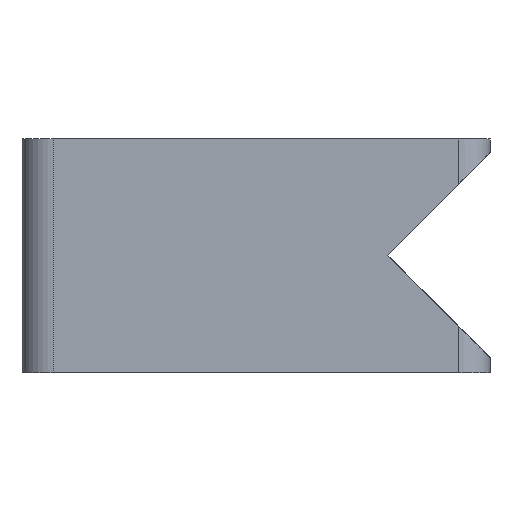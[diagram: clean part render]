
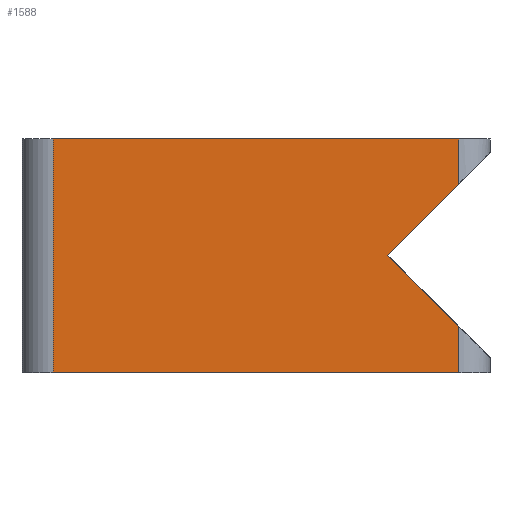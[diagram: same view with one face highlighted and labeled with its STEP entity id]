
A CAD part, front view. The second image highlights one B-rep face of the part: STEP entity #1588.
In plain terms, the highlighted planar face has unit normal (0, -1, 0).
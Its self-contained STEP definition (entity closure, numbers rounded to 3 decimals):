
#44 = PLANE('',#45);
#45 = AXIS2_PLACEMENT_3D('',#46,#47,#48);
#46 = CARTESIAN_POINT('',(-17.,0.,-7.5));
#47 = DIRECTION('',(-0.,-0.,-1.));
#48 = DIRECTION('',(-1.,0.,0.));
#100 = PLANE('',#101);
#101 = AXIS2_PLACEMENT_3D('',#102,#103,#104);
#102 = CARTESIAN_POINT('',(-17.,0.,7.5));
#103 = DIRECTION('',(-0.,-0.,-1.));
#104 = DIRECTION('',(-1.,0.,0.));
#513 = VERTEX_POINT('',#514);
#514 = CARTESIAN_POINT('',(-4.,-50.,-7.5));
#533 = CYLINDRICAL_SURFACE('',#534,2.);
#534 = AXIS2_PLACEMENT_3D('',#535,#536,#537);
#535 = CARTESIAN_POINT('',(-4.,-48.,-7.5));
#536 = DIRECTION('',(0.,0.,1.));
#537 = DIRECTION('',(0.,-1.,0.));
#545 = EDGE_CURVE('',#513,#546,#548,.T.);
#546 = VERTEX_POINT('',#547);
#547 = CARTESIAN_POINT('',(-30.,-50.,-7.5));
#548 = SURFACE_CURVE('',#549,(#553,#560),.PCURVE_S1.);
#549 = LINE('',#550,#551);
#550 = CARTESIAN_POINT('',(-2.,-50.,-7.5));
#551 = VECTOR('',#552,1.);
#552 = DIRECTION('',(-1.,0.,0.));
#553 = PCURVE('',#44,#554);
#554 = DEFINITIONAL_REPRESENTATION('',(#555),#559);
#555 = LINE('',#556,#557);
#556 = CARTESIAN_POINT('',(-15.,-50.));
#557 = VECTOR('',#558,1.);
#558 = DIRECTION('',(1.,0.));
#559 = ( GEOMETRIC_REPRESENTATION_CONTEXT(2) 
PARAMETRIC_REPRESENTATION_CONTEXT() REPRESENTATION_CONTEXT('2D SPACE',''
  ) );
#560 = PCURVE('',#561,#566);
#561 = PLANE('',#562);
#562 = AXIS2_PLACEMENT_3D('',#563,#564,#565);
#563 = CARTESIAN_POINT('',(-2.,-50.,-7.5));
#564 = DIRECTION('',(0.,-1.,0.));
#565 = DIRECTION('',(-1.,0.,0.));
#566 = DEFINITIONAL_REPRESENTATION('',(#567),#571);
#567 = LINE('',#568,#569);
#568 = CARTESIAN_POINT('',(0.,-0.));
#569 = VECTOR('',#570,1.);
#570 = DIRECTION('',(1.,0.));
#571 = ( GEOMETRIC_REPRESENTATION_CONTEXT(2) 
PARAMETRIC_REPRESENTATION_CONTEXT() REPRESENTATION_CONTEXT('2D SPACE',''
  ) );
#592 = CYLINDRICAL_SURFACE('',#593,2.);
#593 = AXIS2_PLACEMENT_3D('',#594,#595,#596);
#594 = CARTESIAN_POINT('',(-30.,-48.,-7.5));
#595 = DIRECTION('',(0.,0.,1.));
#596 = DIRECTION('',(-1.,0.,0.));
#1357 = VERTEX_POINT('',#1358);
#1358 = CARTESIAN_POINT('',(-4.,-50.,7.5));
#1377 = CYLINDRICAL_SURFACE('',#1378,2.);
#1378 = AXIS2_PLACEMENT_3D('',#1379,#1380,#1381);
#1379 = CARTESIAN_POINT('',(-4.,-48.,-7.5));
#1380 = DIRECTION('',(0.,0.,1.));
#1381 = DIRECTION('',(0.,-1.,0.));
#1389 = EDGE_CURVE('',#1357,#1390,#1392,.T.);
#1390 = VERTEX_POINT('',#1391);
#1391 = CARTESIAN_POINT('',(-30.,-50.,7.5));
#1392 = SURFACE_CURVE('',#1393,(#1397,#1404),.PCURVE_S1.);
#1393 = LINE('',#1394,#1395);
#1394 = CARTESIAN_POINT('',(-2.,-50.,7.5));
#1395 = VECTOR('',#1396,1.);
#1396 = DIRECTION('',(-1.,0.,0.));
#1397 = PCURVE('',#100,#1398);
#1398 = DEFINITIONAL_REPRESENTATION('',(#1399),#1403);
#1399 = LINE('',#1400,#1401);
#1400 = CARTESIAN_POINT('',(-15.,-50.));
#1401 = VECTOR('',#1402,1.);
#1402 = DIRECTION('',(1.,0.));
#1403 = ( GEOMETRIC_REPRESENTATION_CONTEXT(2) 
PARAMETRIC_REPRESENTATION_CONTEXT() REPRESENTATION_CONTEXT('2D SPACE',''
  ) );
#1404 = PCURVE('',#561,#1405);
#1405 = DEFINITIONAL_REPRESENTATION('',(#1406),#1410);
#1406 = LINE('',#1407,#1408);
#1407 = CARTESIAN_POINT('',(0.,-15.));
#1408 = VECTOR('',#1409,1.);
#1409 = DIRECTION('',(1.,0.));
#1410 = ( GEOMETRIC_REPRESENTATION_CONTEXT(2) 
PARAMETRIC_REPRESENTATION_CONTEXT() REPRESENTATION_CONTEXT('2D SPACE',''
  ) );
#1566 = EDGE_CURVE('',#546,#1390,#1567,.T.);
#1567 = SURFACE_CURVE('',#1568,(#1572,#1579),.PCURVE_S1.);
#1568 = LINE('',#1569,#1570);
#1569 = CARTESIAN_POINT('',(-30.,-50.,-7.5));
#1570 = VECTOR('',#1571,1.);
#1571 = DIRECTION('',(0.,0.,1.));
#1572 = PCURVE('',#592,#1573);
#1573 = DEFINITIONAL_REPRESENTATION('',(#1574),#1578);
#1574 = LINE('',#1575,#1576);
#1575 = CARTESIAN_POINT('',(1.571,0.));
#1576 = VECTOR('',#1577,1.);
#1577 = DIRECTION('',(0.,1.));
#1578 = ( GEOMETRIC_REPRESENTATION_CONTEXT(2) 
PARAMETRIC_REPRESENTATION_CONTEXT() REPRESENTATION_CONTEXT('2D SPACE',''
  ) );
#1579 = PCURVE('',#561,#1580);
#1580 = DEFINITIONAL_REPRESENTATION('',(#1581),#1585);
#1581 = LINE('',#1582,#1583);
#1582 = CARTESIAN_POINT('',(28.,0.));
#1583 = VECTOR('',#1584,1.);
#1584 = DIRECTION('',(0.,-1.));
#1585 = ( GEOMETRIC_REPRESENTATION_CONTEXT(2) 
PARAMETRIC_REPRESENTATION_CONTEXT() REPRESENTATION_CONTEXT('2D SPACE',''
  ) );
#1588 = ADVANCED_FACE('',(#1589),#561,.T.);
#1589 = FACE_BOUND('',#1590,.T.);
#1590 = EDGE_LOOP('',(#1591,#1592,#1615,#1641,#1667,#1688,#1689));
#1591 = ORIENTED_EDGE('',*,*,#545,.F.);
#1592 = ORIENTED_EDGE('',*,*,#1593,.T.);
#1593 = EDGE_CURVE('',#513,#1594,#1596,.T.);
#1594 = VERTEX_POINT('',#1595);
#1595 = CARTESIAN_POINT('',(-4.,-50.,-4.5));
#1596 = SURFACE_CURVE('',#1597,(#1601,#1608),.PCURVE_S1.);
#1597 = LINE('',#1598,#1599);
#1598 = CARTESIAN_POINT('',(-4.,-50.,-7.5));
#1599 = VECTOR('',#1600,1.);
#1600 = DIRECTION('',(0.,0.,1.));
#1601 = PCURVE('',#561,#1602);
#1602 = DEFINITIONAL_REPRESENTATION('',(#1603),#1607);
#1603 = LINE('',#1604,#1605);
#1604 = CARTESIAN_POINT('',(2.,0.));
#1605 = VECTOR('',#1606,1.);
#1606 = DIRECTION('',(0.,-1.));
#1607 = ( GEOMETRIC_REPRESENTATION_CONTEXT(2) 
PARAMETRIC_REPRESENTATION_CONTEXT() REPRESENTATION_CONTEXT('2D SPACE',''
  ) );
#1608 = PCURVE('',#533,#1609);
#1609 = DEFINITIONAL_REPRESENTATION('',(#1610),#1614);
#1610 = LINE('',#1611,#1612);
#1611 = CARTESIAN_POINT('',(0.,0.));
#1612 = VECTOR('',#1613,1.);
#1613 = DIRECTION('',(0.,1.));
#1614 = ( GEOMETRIC_REPRESENTATION_CONTEXT(2) 
PARAMETRIC_REPRESENTATION_CONTEXT() REPRESENTATION_CONTEXT('2D SPACE',''
  ) );
#1615 = ORIENTED_EDGE('',*,*,#1616,.F.);
#1616 = EDGE_CURVE('',#1617,#1594,#1619,.T.);
#1617 = VERTEX_POINT('',#1618);
#1618 = CARTESIAN_POINT('',(-8.556,-50.,0.056));
#1619 = SURFACE_CURVE('',#1620,(#1624,#1630),.PCURVE_S1.);
#1620 = LINE('',#1621,#1622);
#1621 = CARTESIAN_POINT('',(-5.028,-50.,-3.472));
#1622 = VECTOR('',#1623,1.);
#1623 = DIRECTION('',(0.707,0.,-0.707));
#1624 = PCURVE('',#561,#1625);
#1625 = DEFINITIONAL_REPRESENTATION('',(#1626),#1629);
#1626 = B_SPLINE_CURVE_WITH_KNOTS('',1,(#1627,#1628),.UNSPECIFIED.,.F.,
  .F.,(2,2),(-7.19,5.131),.PIECEWISE_BEZIER_KNOTS.);
#1627 = CARTESIAN_POINT('',(8.112,-9.112));
#1628 = CARTESIAN_POINT('',(-0.6,-0.4));
#1629 = ( GEOMETRIC_REPRESENTATION_CONTEXT(2) 
PARAMETRIC_REPRESENTATION_CONTEXT() REPRESENTATION_CONTEXT('2D SPACE',''
  ) );
#1630 = PCURVE('',#1631,#1636);
#1631 = PLANE('',#1632);
#1632 = AXIS2_PLACEMENT_3D('',#1633,#1634,#1635);
#1633 = CARTESIAN_POINT('',(-8.556,55.,0.056));
#1634 = DIRECTION('',(-0.707,-0.,-0.707));
#1635 = DIRECTION('',(0.707,0.,-0.707
    ));
#1636 = DEFINITIONAL_REPRESENTATION('',(#1637),#1640);
#1637 = B_SPLINE_CURVE_WITH_KNOTS('',1,(#1638,#1639),.UNSPECIFIED.,.F.,
  .F.,(2,2),(-7.19,5.131),.PIECEWISE_BEZIER_KNOTS.);
#1638 = CARTESIAN_POINT('',(-2.2,105.));
#1639 = CARTESIAN_POINT('',(10.121,105.));
#1640 = ( GEOMETRIC_REPRESENTATION_CONTEXT(2) 
PARAMETRIC_REPRESENTATION_CONTEXT() REPRESENTATION_CONTEXT('2D SPACE',''
  ) );
#1641 = ORIENTED_EDGE('',*,*,#1642,.F.);
#1642 = EDGE_CURVE('',#1643,#1617,#1645,.T.);
#1643 = VERTEX_POINT('',#1644);
#1644 = CARTESIAN_POINT('',(-4.,-50.,4.613));
#1645 = SURFACE_CURVE('',#1646,(#1650,#1656),.PCURVE_S1.);
#1646 = LINE('',#1647,#1648);
#1647 = CARTESIAN_POINT('',(-4.564,-50.,4.049));
#1648 = VECTOR('',#1649,1.);
#1649 = DIRECTION('',(-0.707,-0.,-0.707));
#1650 = PCURVE('',#561,#1651);
#1651 = DEFINITIONAL_REPRESENTATION('',(#1652),#1655);
#1652 = B_SPLINE_CURVE_WITH_KNOTS('',1,(#1653,#1654),.UNSPECIFIED.,.F.,
  .F.,(2,2),(-4.474,6.846),.PIECEWISE_BEZIER_KNOTS.);
#1653 = CARTESIAN_POINT('',(-0.6,-14.713));
#1654 = CARTESIAN_POINT('',(7.405,-6.708));
#1655 = ( GEOMETRIC_REPRESENTATION_CONTEXT(2) 
PARAMETRIC_REPRESENTATION_CONTEXT() REPRESENTATION_CONTEXT('2D SPACE',''
  ) );
#1656 = PCURVE('',#1657,#1662);
#1657 = PLANE('',#1658);
#1658 = AXIS2_PLACEMENT_3D('',#1659,#1660,#1661);
#1659 = CARTESIAN_POINT('',(-0.071,55.,8.542));
#1660 = DIRECTION('',(-0.707,0.,0.707));
#1661 = DIRECTION('',(-0.707,0.,
    -0.707));
#1662 = DEFINITIONAL_REPRESENTATION('',(#1663),#1666);
#1663 = B_SPLINE_CURVE_WITH_KNOTS('',1,(#1664,#1665),.UNSPECIFIED.,.F.,
  .F.,(2,2),(-4.474,6.846),.PIECEWISE_BEZIER_KNOTS.);
#1664 = CARTESIAN_POINT('',(1.879,105.));
#1665 = CARTESIAN_POINT('',(13.2,105.));
#1666 = ( GEOMETRIC_REPRESENTATION_CONTEXT(2) 
PARAMETRIC_REPRESENTATION_CONTEXT() REPRESENTATION_CONTEXT('2D SPACE',''
  ) );
#1667 = ORIENTED_EDGE('',*,*,#1668,.T.);
#1668 = EDGE_CURVE('',#1643,#1357,#1669,.T.);
#1669 = SURFACE_CURVE('',#1670,(#1674,#1681),.PCURVE_S1.);
#1670 = LINE('',#1671,#1672);
#1671 = CARTESIAN_POINT('',(-4.,-50.,-7.5));
#1672 = VECTOR('',#1673,1.);
#1673 = DIRECTION('',(0.,0.,1.));
#1674 = PCURVE('',#561,#1675);
#1675 = DEFINITIONAL_REPRESENTATION('',(#1676),#1680);
#1676 = LINE('',#1677,#1678);
#1677 = CARTESIAN_POINT('',(2.,0.));
#1678 = VECTOR('',#1679,1.);
#1679 = DIRECTION('',(0.,-1.));
#1680 = ( GEOMETRIC_REPRESENTATION_CONTEXT(2) 
PARAMETRIC_REPRESENTATION_CONTEXT() REPRESENTATION_CONTEXT('2D SPACE',''
  ) );
#1681 = PCURVE('',#1377,#1682);
#1682 = DEFINITIONAL_REPRESENTATION('',(#1683),#1687);
#1683 = LINE('',#1684,#1685);
#1684 = CARTESIAN_POINT('',(0.,0.));
#1685 = VECTOR('',#1686,1.);
#1686 = DIRECTION('',(0.,1.));
#1687 = ( GEOMETRIC_REPRESENTATION_CONTEXT(2) 
PARAMETRIC_REPRESENTATION_CONTEXT() REPRESENTATION_CONTEXT('2D SPACE',''
  ) );
#1688 = ORIENTED_EDGE('',*,*,#1389,.T.);
#1689 = ORIENTED_EDGE('',*,*,#1566,.F.);
